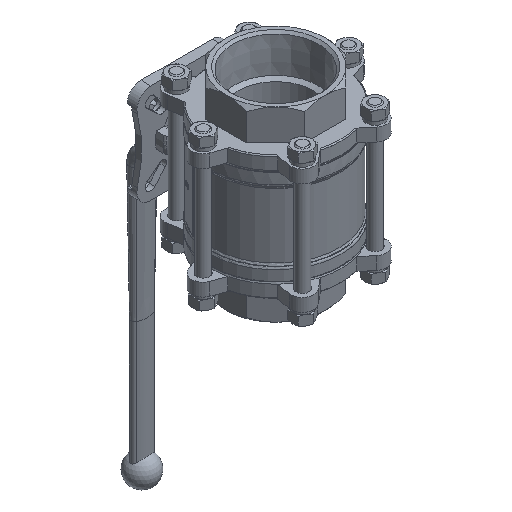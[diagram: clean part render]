
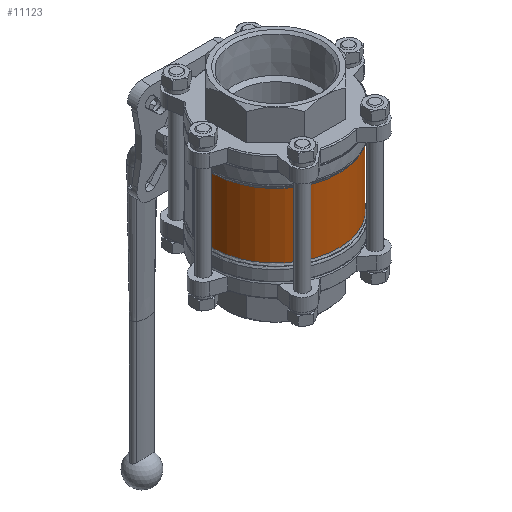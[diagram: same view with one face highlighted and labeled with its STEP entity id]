
A CAD part, isometric view. The second image highlights one B-rep face of the part: STEP entity #11123.
In plain terms, the highlighted cylindrical face has radius 63.75 mm (diameter 127.5 mm), a partial arc.
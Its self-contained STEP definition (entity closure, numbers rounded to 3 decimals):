
#152=LINE('',#17527,#777);
#153=LINE('',#17531,#778);
#777=VECTOR('',#13642,1000.);
#778=VECTOR('',#13645,1000.);
#1346=CYLINDRICAL_SURFACE('',#12013,63.75);
#1952=CIRCLE('',#12014,63.75);
#1953=CIRCLE('',#12015,63.75);
#2816=ORIENTED_EDGE('',*,*,#6166,.T.);
#2817=ORIENTED_EDGE('',*,*,#6167,.T.);
#2818=ORIENTED_EDGE('',*,*,#6168,.F.);
#2819=ORIENTED_EDGE('',*,*,#6169,.F.);
#6166=EDGE_CURVE('',#7806,#7807,#1952,.T.);
#6167=EDGE_CURVE('',#7807,#7808,#152,.T.);
#6168=EDGE_CURVE('',#7809,#7808,#1953,.T.);
#6169=EDGE_CURVE('',#7806,#7809,#153,.T.);
#7806=VERTEX_POINT('',#17525);
#7807=VERTEX_POINT('',#17526);
#7808=VERTEX_POINT('',#17528);
#7809=VERTEX_POINT('',#17530);
#9233=EDGE_LOOP('',(#2816,#2817,#2818,#2819));
#10091=FACE_BOUND('',#9233,.T.);
#11123=ADVANCED_FACE('',(#10091),#1346,.T.);
#12013=AXIS2_PLACEMENT_3D('',#17523,#13638,#13639);
#12014=AXIS2_PLACEMENT_3D('',#17524,#13640,#13641);
#12015=AXIS2_PLACEMENT_3D('',#17529,#13643,#13644);
#13638=DIRECTION('',(0.,0.,-1.));
#13639=DIRECTION('',(-1.,0.,0.));
#13640=DIRECTION('',(0.,0.,-1.));
#13641=DIRECTION('',(-1.,0.,0.));
#13642=DIRECTION('',(0.,0.,-1.));
#13643=DIRECTION('',(0.,0.,-1.));
#13644=DIRECTION('',(-1.,0.,0.));
#13645=DIRECTION('',(0.,0.,-1.));
#17523=CARTESIAN_POINT('',(0.,0.,-62.6));
#17524=CARTESIAN_POINT('',(0.,0.,32.557));
#17525=CARTESIAN_POINT('',(60.814,19.125,32.557));
#17526=CARTESIAN_POINT('',(-60.814,19.125,32.557));
#17527=CARTESIAN_POINT('',(-60.814,19.125,47.8));
#17528=CARTESIAN_POINT('',(-60.814,19.125,-32.557));
#17529=CARTESIAN_POINT('',(0.,0.,-32.557));
#17530=CARTESIAN_POINT('',(60.814,19.125,-32.557));
#17531=CARTESIAN_POINT('',(60.814,19.125,47.8));
